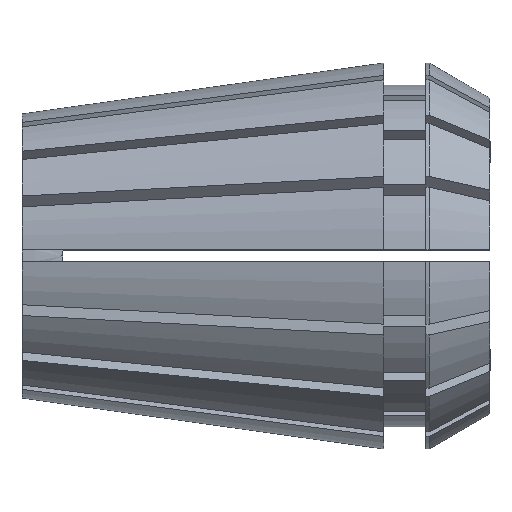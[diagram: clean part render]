
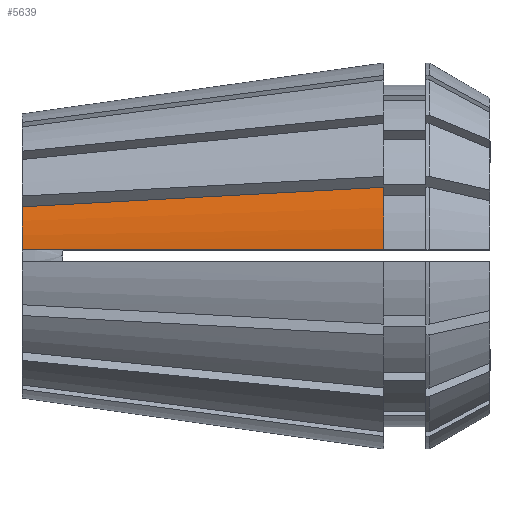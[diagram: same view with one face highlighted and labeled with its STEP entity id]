
A CAD part, top view. The second image highlights one B-rep face of the part: STEP entity #5639.
In plain terms, the highlighted conical face has half-angle 8 degrees and reference radius 16.5 mm.
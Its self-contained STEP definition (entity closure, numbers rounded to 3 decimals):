
#331 = FACE_OUTER_BOUND ( 'NONE', #660, .T. ) ;
#422 = CARTESIAN_POINT ( 'NONE',  ( 3.861, 0.5, 12.69 ) ) ;
#429 = AXIS2_PLACEMENT_3D ( 'NONE', #4618, #3097, #1595 ) ;
#660 = EDGE_LOOP ( 'NONE', ( #5601, #2506, #1222, #769 ) ) ;
#667 = EDGE_CURVE ( 'NONE', #6522, #2553, #5297, .T. ) ;
#769 = ORIENTED_EDGE ( 'NONE', *, *, #5364, .T. ) ;
#1222 = ORIENTED_EDGE ( 'NONE', *, *, #1433, .F. ) ;
#1324 = CARTESIAN_POINT ( 'NONE',  ( 0., 0., 0. ) ) ;
#1393 = DIRECTION ( 'NONE',  ( 1., 0., 0. ) ) ;
#1409 = CARTESIAN_POINT ( 'NONE',  ( 30.9, 0.5, 16.493 ) ) ;
#1433 = EDGE_CURVE ( 'NONE', #5367, #6522, #3701, .T. ) ;
#1467 = VERTEX_POINT ( 'NONE', #1944 ) ;
#1530 = CARTESIAN_POINT ( 'NONE',  ( 30.9, 0.5, 16.493 ) ) ;
#1552 = EDGE_CURVE ( 'NONE', #2553, #1467, #4170, .T. ) ;
#1595 = DIRECTION ( 'NONE',  ( 0., 0., 1. ) ) ;
#1907 = CARTESIAN_POINT ( 'NONE',  ( 7.045, 4.566, 12.33 ) ) ;
#1944 = CARTESIAN_POINT ( 'NONE',  ( 30.9, 5.85, 15.429 ) ) ;
#2004 = CIRCLE ( 'NONE', #429, 16.5 ) ;
#2225 = CONICAL_SURFACE ( 'NONE', #4118, 16.5, 0.14 ) ;
#2404 = CARTESIAN_POINT ( 'NONE',  ( 14.091, 4.945, 13.245 ) ) ;
#2423 = CARTESIAN_POINT ( 'NONE',  ( 25.941, 0.5, 15.795 ) ) ;
#2506 = ORIENTED_EDGE ( 'NONE', *, *, #667, .F. ) ;
#2553 = VERTEX_POINT ( 'NONE', #6363 ) ;
#2921 = CARTESIAN_POINT ( 'NONE',  ( 30.9, 0., 0. ) ) ;
#2934 = CARTESIAN_POINT ( 'NONE',  ( 1.287, 0.5, 12.328 ) ) ;
#2940 = CARTESIAN_POINT ( 'NONE',  ( 0., 4.187, 11.414 ) ) ;
#3097 = DIRECTION ( 'NONE',  ( -1., 0., 0. ) ) ;
#3355 = DIRECTION ( 'NONE',  ( 0., 0., 1. ) ) ;
#3701 = B_SPLINE_CURVE_WITH_KNOTS ( 'NONE', 3,
 ( #1409, #5455, #5476, #2423, #3934, #5953, #422, #4457, #2934, #4970 ),
 .UNSPECIFIED., .F., .F.,
 ( 4, 3, 3, 4 ),
 ( 0.064, 0.069, 0.091, 0.095 ),
 .UNSPECIFIED. ) ;
#3934 = CARTESIAN_POINT ( 'NONE',  ( 18.581, 0.5, 14.761 ) ) ;
#4118 = AXIS2_PLACEMENT_3D ( 'NONE', #2921, #1393, #5440 ) ;
#4170 = B_SPLINE_CURVE_WITH_KNOTS ( 'NONE', 3,
 ( #2940, #1907, #2404, #6524, #5506, #6491, #5940 ),
 .UNSPECIFIED., .F., .F.,
 ( 4, 3, 4 ),
 ( 0., 0.021, 0.031 ),
 .UNSPECIFIED. ) ;
#4457 = CARTESIAN_POINT ( 'NONE',  ( 2.574, 0.5, 12.509 ) ) ;
#4618 = CARTESIAN_POINT ( 'NONE',  ( 30.9, 0., 0. ) ) ;
#4654 = CARTESIAN_POINT ( 'NONE',  ( 0., 0.5, 12.147 ) ) ;
#4970 = CARTESIAN_POINT ( 'NONE',  ( 0., 0.5, 12.147 ) ) ;
#5297 = CIRCLE ( 'NONE', #5929, 12.158 ) ;
#5364 = EDGE_CURVE ( 'NONE', #5367, #1467, #2004, .T. ) ;
#5367 = VERTEX_POINT ( 'NONE', #1530 ) ;
#5440 = DIRECTION ( 'NONE',  ( 0., 0., -1. ) ) ;
#5455 = CARTESIAN_POINT ( 'NONE',  ( 29.247, 0.5, 16.26 ) ) ;
#5476 = CARTESIAN_POINT ( 'NONE',  ( 27.594, 0.5, 16.028 ) ) ;
#5506 = CARTESIAN_POINT ( 'NONE',  ( 24.391, 5.499, 14.583 ) ) ;
#5601 = ORIENTED_EDGE ( 'NONE', *, *, #1552, .F. ) ;
#5639 = ADVANCED_FACE ( 'NONE', ( #331 ), #2225, .T. ) ;
#5897 = DIRECTION ( 'NONE',  ( -1., 0., 0. ) ) ;
#5929 = AXIS2_PLACEMENT_3D ( 'NONE', #1324, #5897, #3355 ) ;
#5940 = CARTESIAN_POINT ( 'NONE',  ( 30.9, 5.85, 15.429 ) ) ;
#5953 = CARTESIAN_POINT ( 'NONE',  ( 11.221, 0.5, 13.726 ) ) ;
#6363 = CARTESIAN_POINT ( 'NONE',  ( 0., 4.187, 11.414 ) ) ;
#6491 = CARTESIAN_POINT ( 'NONE',  ( 27.645, 5.674, 15.006 ) ) ;
#6522 = VERTEX_POINT ( 'NONE', #4654 ) ;
#6524 = CARTESIAN_POINT ( 'NONE',  ( 21.136, 5.324, 14.16 ) ) ;
